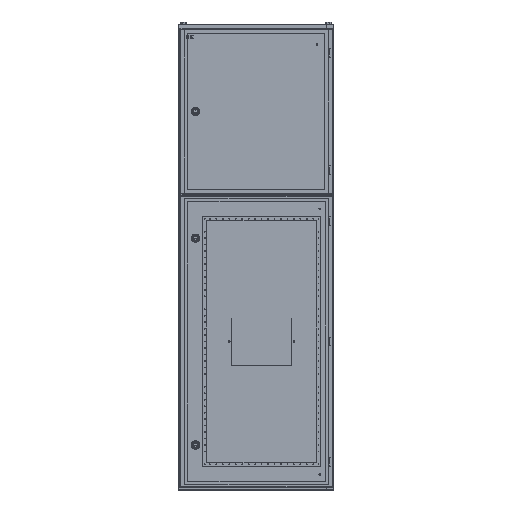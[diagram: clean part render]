
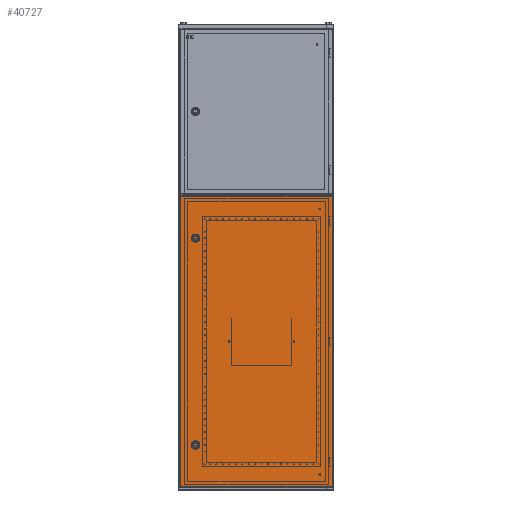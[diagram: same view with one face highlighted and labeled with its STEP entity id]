
A CAD part, top view. The second image highlights one B-rep face of the part: STEP entity #40727.
In plain terms, the highlighted planar face has unit normal (0, 0, 1).
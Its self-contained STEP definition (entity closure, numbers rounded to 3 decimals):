
#9788 = VERTEX_POINT ( 'NONE', #73823 ) ;
#10831 = CIRCLE ( 'NONE', #41962, 1.5 ) ;
#11063 = VECTOR ( 'NONE', #54599, 1000. ) ;
#12991 = EDGE_CURVE ( 'NONE', #57685, #9788, #23600, .T. ) ;
#15048 = CARTESIAN_POINT ( 'NONE',  ( 590.5, 563.5, 0. ) ) ;
#19132 = LINE ( 'NONE', #19687, #11063 ) ;
#19206 = AXIS2_PLACEMENT_3D ( 'NONE', #64380, #72400, #54682 ) ;
#19258 = EDGE_CURVE ( 'NONE', #99230, #22482, #47225, .T. ) ;
#19687 = CARTESIAN_POINT ( 'NONE',  ( 0., -563.5, 0. ) ) ;
#19935 = VECTOR ( 'NONE', #30358, 1000. ) ;
#22482 = VERTEX_POINT ( 'NONE', #102702 ) ;
#22727 = EDGE_CURVE ( 'NONE', #110356, #38489, #19132, .T. ) ;
#23147 = DIRECTION ( 'NONE',  ( 1., 0., 0. ) ) ;
#23338 = EDGE_CURVE ( 'NONE', #111698, #48423, #105817, .T. ) ;
#23600 = CIRCLE ( 'NONE', #87584, 1.5 ) ;
#24142 = CARTESIAN_POINT ( 'NONE',  ( 61.5, -400., 0. ) ) ;
#24278 = FACE_BOUND ( 'NONE', #37611, .T. ) ;
#26475 = CARTESIAN_POINT ( 'NONE',  ( 590.5, -563.5, 0. ) ) ;
#27540 = CARTESIAN_POINT ( 'NONE',  ( 60., -400., 0. ) ) ;
#30358 = DIRECTION ( 'NONE',  ( 0., -1., 0. ) ) ;
#32324 = VECTOR ( 'NONE', #46062, 1000. ) ;
#33776 = ORIENTED_EDGE ( 'NONE', *, *, #75669, .F. ) ;
#33971 = CARTESIAN_POINT ( 'NONE',  ( 0., 0., 0. ) ) ;
#35240 = ORIENTED_EDGE ( 'NONE', *, *, #71898, .T. ) ;
#37387 = CARTESIAN_POINT ( 'NONE',  ( 0., -563.5, 0. ) ) ;
#37545 = CARTESIAN_POINT ( 'NONE',  ( 0., 563.5, 0. ) ) ;
#37611 = EDGE_LOOP ( 'NONE', ( #113167, #33776 ) ) ;
#38489 = VERTEX_POINT ( 'NONE', #26475 ) ;
#38540 = ORIENTED_EDGE ( 'NONE', *, *, #96972, .F. ) ;
#39504 = LINE ( 'NONE', #66977, #19935 ) ;
#40727 = ADVANCED_FACE ( 'NONE', ( #24278, #93524, #41438 ), #50021, .T. ) ;
#40864 = DIRECTION ( 'NONE',  ( 0., 0., 1. ) ) ;
#41438 = FACE_OUTER_BOUND ( 'NONE', #95120, .T. ) ;
#41962 = AXIS2_PLACEMENT_3D ( 'NONE', #93943, #102528, #78520 ) ;
#44696 = DIRECTION ( 'NONE',  ( 0., 0., 1. ) ) ;
#45164 = AXIS2_PLACEMENT_3D ( 'NONE', #33971, #40864, #68903 ) ;
#45662 = ORIENTED_EDGE ( 'NONE', *, *, #23338, .T. ) ;
#46062 = DIRECTION ( 'NONE',  ( 0., 1., 0. ) ) ;
#47225 = CIRCLE ( 'NONE', #109403, 1.5 ) ;
#47661 = CARTESIAN_POINT ( 'NONE',  ( 58.5, 400., 0. ) ) ;
#48423 = VERTEX_POINT ( 'NONE', #37545 ) ;
#50021 = PLANE ( 'NONE',  #45164 ) ;
#52125 = CIRCLE ( 'NONE', #19206, 1.5 ) ;
#54599 = DIRECTION ( 'NONE',  ( 1., 0., 0. ) ) ;
#54682 = DIRECTION ( 'NONE',  ( 1., 0., 0. ) ) ;
#57685 = VERTEX_POINT ( 'NONE', #24142 ) ;
#64380 = CARTESIAN_POINT ( 'NONE',  ( 60., 400., 0. ) ) ;
#66977 = CARTESIAN_POINT ( 'NONE',  ( 0., 563.5, 0. ) ) ;
#68903 = DIRECTION ( 'NONE',  ( 1., 0., 0. ) ) ;
#71898 = EDGE_CURVE ( 'NONE', #38489, #111698, #87897, .T. ) ;
#72400 = DIRECTION ( 'NONE',  ( 0., 0., 1. ) ) ;
#73823 = CARTESIAN_POINT ( 'NONE',  ( 58.5, -400., 0. ) ) ;
#75669 = EDGE_CURVE ( 'NONE', #9788, #57685, #10831, .T. ) ;
#78428 = CARTESIAN_POINT ( 'NONE',  ( 0., 563.5, 0. ) ) ;
#78520 = DIRECTION ( 'NONE',  ( -1., 0., 0. ) ) ;
#81565 = CARTESIAN_POINT ( 'NONE',  ( 590.5, 563.5, 0. ) ) ;
#87547 = DIRECTION ( 'NONE',  ( -1., 0., 0. ) ) ;
#87584 = AXIS2_PLACEMENT_3D ( 'NONE', #27540, #44696, #95079 ) ;
#87897 = LINE ( 'NONE', #81565, #32324 ) ;
#93524 = FACE_BOUND ( 'NONE', #93877, .T. ) ;
#93877 = EDGE_LOOP ( 'NONE', ( #38540, #103541 ) ) ;
#93943 = CARTESIAN_POINT ( 'NONE',  ( 60., -400., 0. ) ) ;
#95079 = DIRECTION ( 'NONE',  ( -1., 0., 0. ) ) ;
#95120 = EDGE_LOOP ( 'NONE', ( #97647, #97334, #35240, #45662 ) ) ;
#96972 = EDGE_CURVE ( 'NONE', #22482, #99230, #52125, .T. ) ;
#97334 = ORIENTED_EDGE ( 'NONE', *, *, #22727, .T. ) ;
#97647 = ORIENTED_EDGE ( 'NONE', *, *, #112093, .T. ) ;
#99230 = VERTEX_POINT ( 'NONE', #47661 ) ;
#102447 = VECTOR ( 'NONE', #87547, 1000. ) ;
#102528 = DIRECTION ( 'NONE',  ( 0., 0., 1. ) ) ;
#102702 = CARTESIAN_POINT ( 'NONE',  ( 61.5, 400., 0. ) ) ;
#103541 = ORIENTED_EDGE ( 'NONE', *, *, #19258, .F. ) ;
#105817 = LINE ( 'NONE', #78428, #102447 ) ;
#109403 = AXIS2_PLACEMENT_3D ( 'NONE', #110130, #109562, #23147 ) ;
#109562 = DIRECTION ( 'NONE',  ( 0., 0., 1. ) ) ;
#110130 = CARTESIAN_POINT ( 'NONE',  ( 60., 400., 0. ) ) ;
#110356 = VERTEX_POINT ( 'NONE', #37387 ) ;
#111698 = VERTEX_POINT ( 'NONE', #15048 ) ;
#112093 = EDGE_CURVE ( 'NONE', #48423, #110356, #39504, .T. ) ;
#113167 = ORIENTED_EDGE ( 'NONE', *, *, #12991, .F. ) ;
